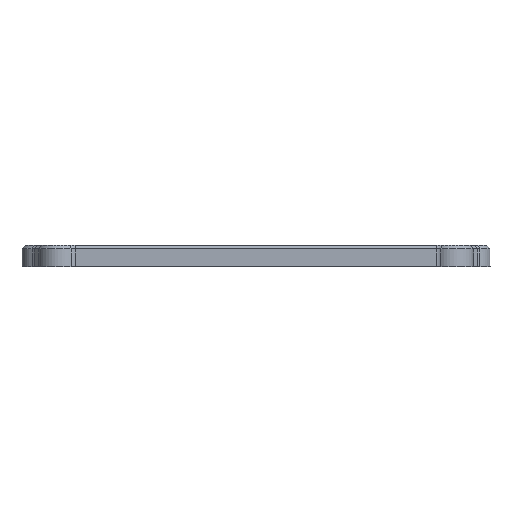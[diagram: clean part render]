
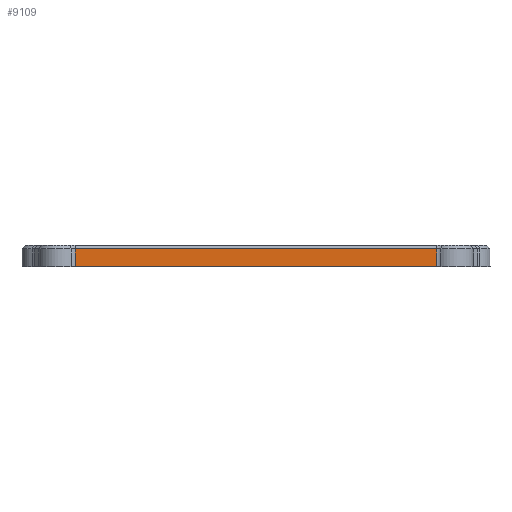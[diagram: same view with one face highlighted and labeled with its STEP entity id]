
A CAD part, front view. The second image highlights one B-rep face of the part: STEP entity #9109.
In plain terms, the highlighted planar face has unit normal (0, -1, 0).
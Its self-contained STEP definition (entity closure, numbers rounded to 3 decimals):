
#1032=LINE('',#15948,#1852);
#1063=LINE('',#16043,#1883);
#1064=LINE('',#16047,#1884);
#1065=LINE('',#16048,#1885);
#1852=VECTOR('',#11029,10.);
#1883=VECTOR('',#11136,10.);
#1884=VECTOR('',#11141,10.);
#1885=VECTOR('',#11142,10.);
#2600=FACE_OUTER_BOUND('',#3143,.T.);
#3143=EDGE_LOOP('',(#7432,#7433,#7434,#7435));
#4263=VERTEX_POINT('',#15942);
#4264=VERTEX_POINT('',#15946);
#4290=VERTEX_POINT('',#16042);
#4291=VERTEX_POINT('',#16046);
#5387=EDGE_CURVE('',#4264,#4263,#1032,.T.);
#5434=EDGE_CURVE('',#4263,#4290,#1063,.T.);
#5436=EDGE_CURVE('',#4291,#4264,#1064,.T.);
#5437=EDGE_CURVE('',#4290,#4291,#1065,.T.);
#7432=ORIENTED_EDGE('',*,*,#5387,.F.);
#7433=ORIENTED_EDGE('',*,*,#5436,.F.);
#7434=ORIENTED_EDGE('',*,*,#5437,.F.);
#7435=ORIENTED_EDGE('',*,*,#5434,.F.);
#8737=PLANE('',#9675);
#9109=ADVANCED_FACE('',(#2600),#8737,.T.);
#9675=AXIS2_PLACEMENT_3D('',#16045,#11139,#11140);
#11029=DIRECTION('',(1.,0.,0.));
#11136=DIRECTION('',(0.,0.,-1.));
#11139=DIRECTION('center_axis',(0.,-1.,0.));
#11140=DIRECTION('ref_axis',(1.,0.,0.));
#11141=DIRECTION('',(0.,0.,1.));
#11142=DIRECTION('',(-1.,0.,0.));
#15942=CARTESIAN_POINT('',(49.508,-54.72,3.537));
#15946=CARTESIAN_POINT('',(-54.206,-54.72,3.537));
#15948=CARTESIAN_POINT('',(-29.419,-54.72,3.537));
#16042=CARTESIAN_POINT('',(49.508,-54.72,-1.6));
#16043=CARTESIAN_POINT('',(49.508,-54.72,4.537));
#16045=CARTESIAN_POINT('Origin',(-57.369,-54.72,0.));
#16046=CARTESIAN_POINT('',(-54.206,-54.72,-1.6));
#16047=CARTESIAN_POINT('',(-54.206,-54.72,4.537));
#16048=CARTESIAN_POINT('',(52.672,-54.72,-1.6));
